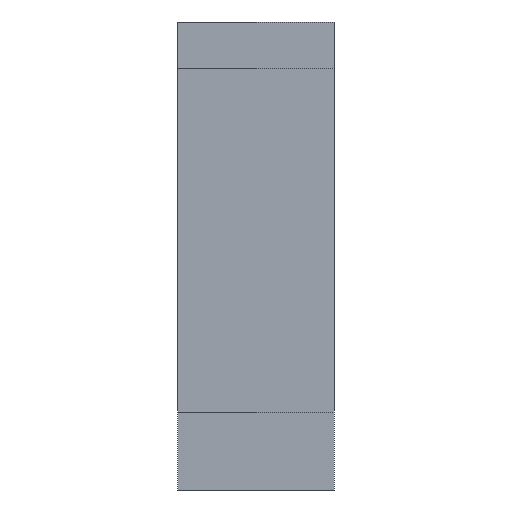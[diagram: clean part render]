
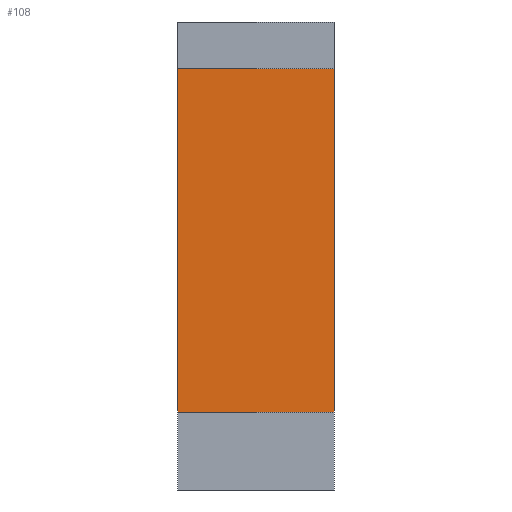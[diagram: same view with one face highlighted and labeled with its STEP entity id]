
A CAD part, left-side view. The second image highlights one B-rep face of the part: STEP entity #108.
In plain terms, the highlighted planar face has unit normal (-1, 0, 0).
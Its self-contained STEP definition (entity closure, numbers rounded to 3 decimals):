
#108=ADVANCED_FACE('',(#164),#138,.T.);
#138=PLANE('',#595);
#164=FACE_OUTER_BOUND('',#202,.T.);
#202=EDGE_LOOP('',(#294,#295,#296,#297));
#294=ORIENTED_EDGE('',*,*,#426,.F.);
#295=ORIENTED_EDGE('',*,*,#427,.F.);
#296=ORIENTED_EDGE('',*,*,#428,.T.);
#297=ORIENTED_EDGE('',*,*,#429,.T.);
#370=VERTEX_POINT('',#831);
#371=VERTEX_POINT('',#832);
#372=VERTEX_POINT('',#834);
#373=VERTEX_POINT('',#836);
#426=EDGE_CURVE('',#370,#371,#486,.T.);
#427=EDGE_CURVE('',#372,#370,#487,.T.);
#428=EDGE_CURVE('',#372,#373,#488,.T.);
#429=EDGE_CURVE('',#373,#371,#489,.T.);
#486=LINE('',#830,#546);
#487=LINE('',#833,#547);
#488=LINE('',#835,#548);
#489=LINE('',#837,#549);
#546=VECTOR('',#693,1.);
#547=VECTOR('',#694,1.);
#548=VECTOR('',#695,1.);
#549=VECTOR('',#696,1.);
#595=AXIS2_PLACEMENT_3D('',#838,#697,#698);
#693=DIRECTION('',(0.,1.,0.));
#694=DIRECTION('',(0.,0.,-1.));
#695=DIRECTION('',(0.,1.,0.));
#696=DIRECTION('',(0.,0.,-1.));
#697=DIRECTION('',(-1.,0.,0.));
#698=DIRECTION('',(0.,0.,1.));
#830=CARTESIAN_POINT('',(96.,240.,5.));
#831=CARTESIAN_POINT('',(96.,240.,5.));
#832=CARTESIAN_POINT('',(96.,250.,5.));
#833=CARTESIAN_POINT('',(96.,240.,27.));
#834=CARTESIAN_POINT('',(96.,240.,27.));
#835=CARTESIAN_POINT('',(96.,240.,27.));
#836=CARTESIAN_POINT('',(96.,250.,27.));
#837=CARTESIAN_POINT('',(96.,250.,27.));
#838=CARTESIAN_POINT('',(96.,240.,27.));
